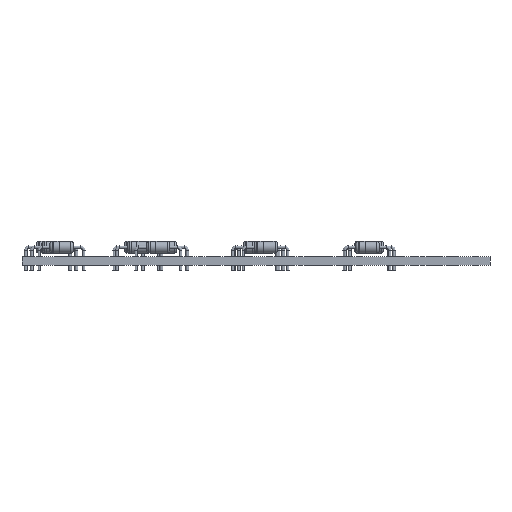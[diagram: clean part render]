
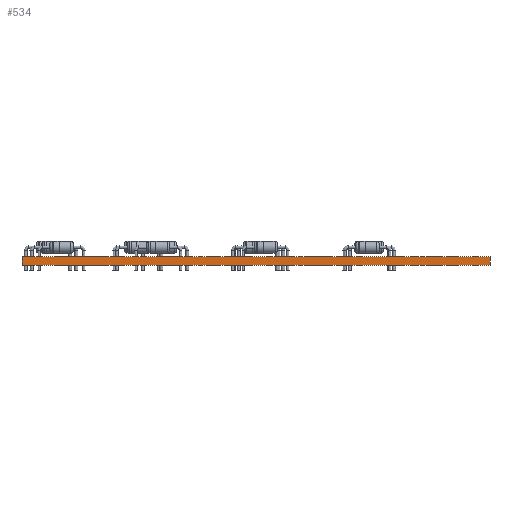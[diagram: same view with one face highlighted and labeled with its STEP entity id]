
A CAD part, front view. The second image highlights one B-rep face of the part: STEP entity #534.
In plain terms, the highlighted planar face has unit normal (0, -1, 0).
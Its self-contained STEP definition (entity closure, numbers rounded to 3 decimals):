
#534 = ADVANCED_FACE('',(#535),#569,.T.);
#535 = FACE_BOUND('',#536,.T.);
#536 = EDGE_LOOP('',(#537,#547,#555,#563));
#537 = ORIENTED_EDGE('',*,*,#538,.T.);
#538 = EDGE_CURVE('',#539,#541,#543,.T.);
#539 = VERTEX_POINT('',#540);
#540 = CARTESIAN_POINT('',(174.575,-156.45,0.));
#541 = VERTEX_POINT('',#542);
#542 = CARTESIAN_POINT('',(174.575,-156.45,1.51));
#543 = LINE('',#544,#545);
#544 = CARTESIAN_POINT('',(174.575,-156.45,0.));
#545 = VECTOR('',#546,1.);
#546 = DIRECTION('',(0.,0.,1.));
#547 = ORIENTED_EDGE('',*,*,#548,.T.);
#548 = EDGE_CURVE('',#541,#549,#551,.T.);
#549 = VERTEX_POINT('',#550);
#550 = CARTESIAN_POINT('',(94.385,-156.45,1.51));
#551 = LINE('',#552,#553);
#552 = CARTESIAN_POINT('',(174.575,-156.45,1.51));
#553 = VECTOR('',#554,1.);
#554 = DIRECTION('',(-1.,0.,0.));
#555 = ORIENTED_EDGE('',*,*,#556,.F.);
#556 = EDGE_CURVE('',#557,#549,#559,.T.);
#557 = VERTEX_POINT('',#558);
#558 = CARTESIAN_POINT('',(94.385,-156.45,0.));
#559 = LINE('',#560,#561);
#560 = CARTESIAN_POINT('',(94.385,-156.45,0.));
#561 = VECTOR('',#562,1.);
#562 = DIRECTION('',(0.,0.,1.));
#563 = ORIENTED_EDGE('',*,*,#564,.F.);
#564 = EDGE_CURVE('',#539,#557,#565,.T.);
#565 = LINE('',#566,#567);
#566 = CARTESIAN_POINT('',(174.575,-156.45,0.));
#567 = VECTOR('',#568,1.);
#568 = DIRECTION('',(-1.,0.,0.));
#569 = PLANE('',#570);
#570 = AXIS2_PLACEMENT_3D('',#571,#572,#573);
#571 = CARTESIAN_POINT('',(174.575,-156.45,0.));
#572 = DIRECTION('',(0.,-1.,0.));
#573 = DIRECTION('',(-1.,0.,0.));
